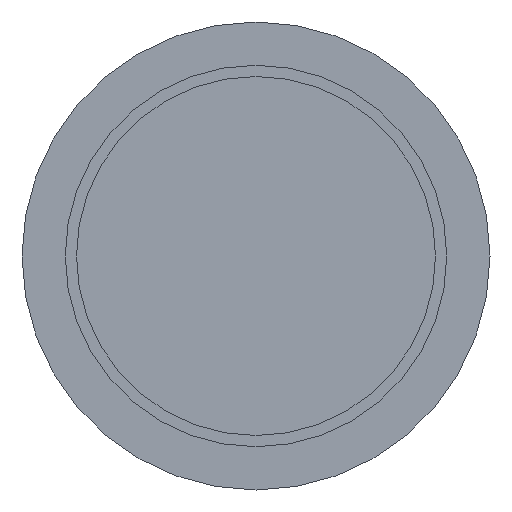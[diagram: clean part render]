
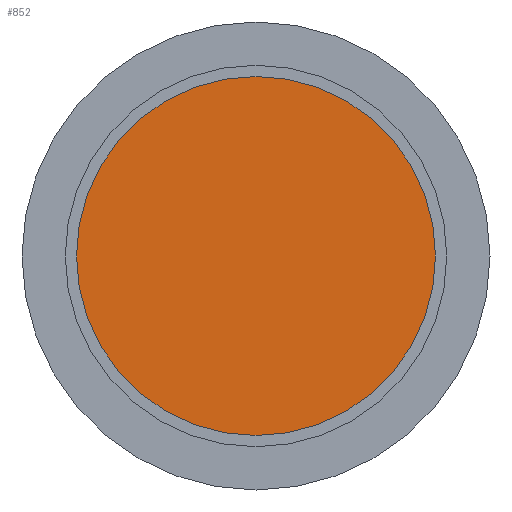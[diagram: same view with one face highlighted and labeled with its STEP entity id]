
A CAD part, front view. The second image highlights one B-rep face of the part: STEP entity #852.
In plain terms, the highlighted planar face has unit normal (0, -1, 0).
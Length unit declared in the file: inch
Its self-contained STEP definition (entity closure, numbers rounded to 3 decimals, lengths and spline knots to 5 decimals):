
#42 = VERTEX_POINT ( 'NONE', #138 ) ;
#138 = CARTESIAN_POINT ( 'NONE',  ( 0., 0., 0.3775 ) ) ;
#155 = CARTESIAN_POINT ( 'NONE',  ( 0., 0., -0.3775 ) ) ;
#234 = CARTESIAN_POINT ( 'NONE',  ( 0., 0., 0. ) ) ;
#235 = DIRECTION ( 'NONE',  ( 0., -1., 0. ) ) ;
#236 = DIRECTION ( 'NONE',  ( 0., 0., -1. ) ) ;
#276 = CARTESIAN_POINT ( 'NONE',  ( 0., 0., 0. ) ) ;
#277 = DIRECTION ( 'NONE',  ( 0., -1., 0. ) ) ;
#278 = DIRECTION ( 'NONE',  ( 0., 0., -1. ) ) ;
#355 = PLANE ( 'NONE',  #814 ) ;
#356 = CARTESIAN_POINT ( 'NONE',  ( 0., 0., 0. ) ) ;
#357 = DIRECTION ( 'NONE',  ( 0., -1., 0. ) ) ;
#358 = DIRECTION ( 'NONE',  ( 0., 0., -1. ) ) ;
#600 = VERTEX_POINT ( 'NONE', #155 ) ;
#638 = ORIENTED_EDGE ( 'NONE', *, *, #825, .T. ) ;
#677 = EDGE_LOOP ( 'NONE', ( #638, #784 ) ) ;
#731 = AXIS2_PLACEMENT_3D ( 'NONE', #234, #235, #236 ) ;
#784 = ORIENTED_EDGE ( 'NONE', *, *, #839, .T. ) ;
#808 = FACE_OUTER_BOUND ( 'NONE', #677, .T. ) ;
#814 = AXIS2_PLACEMENT_3D ( 'NONE', #356, #357, #358 ) ;
#825 = EDGE_CURVE ( 'NONE', #42, #600, #874, .T. ) ;
#839 = EDGE_CURVE ( 'NONE', #600, #42, #884, .T. ) ;
#852 = ADVANCED_FACE ( 'NONE', ( #808 ), #355, .T. ) ;
#874 = CIRCLE ( 'NONE', #731, 0.3775 ) ;
#884 = CIRCLE ( 'NONE', #991, 0.3775 ) ;
#991 = AXIS2_PLACEMENT_3D ( 'NONE', #276, #277, #278 ) ;
